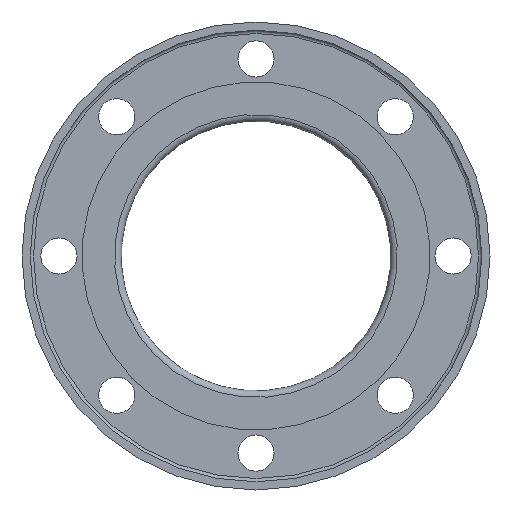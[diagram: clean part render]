
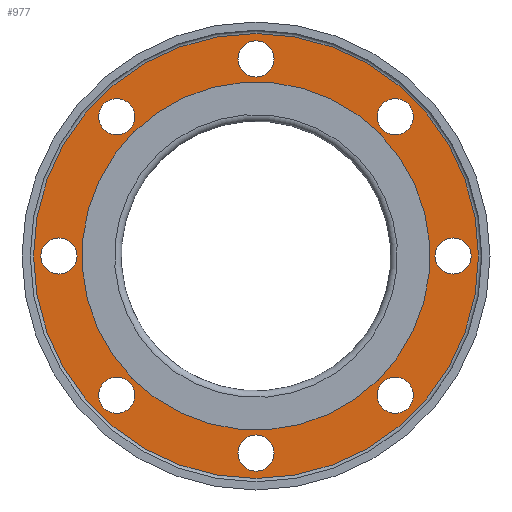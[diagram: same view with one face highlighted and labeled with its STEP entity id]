
A CAD part, front view. The second image highlights one B-rep face of the part: STEP entity #977.
In plain terms, the highlighted planar face has unit normal (0, -1, 0).
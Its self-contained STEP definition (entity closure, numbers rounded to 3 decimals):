
#15=FACE_BOUND('',#165,.T.);
#16=FACE_BOUND('',#166,.T.);
#17=FACE_BOUND('',#167,.T.);
#18=FACE_BOUND('',#168,.T.);
#19=FACE_BOUND('',#169,.T.);
#20=FACE_BOUND('',#170,.T.);
#21=FACE_BOUND('',#171,.T.);
#22=FACE_BOUND('',#172,.T.);
#23=FACE_BOUND('',#173,.T.);
#39=PLANE('',#1097);
#120=FACE_OUTER_BOUND('',#164,.T.);
#164=EDGE_LOOP('',(#718,#719));
#165=EDGE_LOOP('',(#720,#721));
#166=EDGE_LOOP('',(#722,#723));
#167=EDGE_LOOP('',(#724,#725));
#168=EDGE_LOOP('',(#726,#727));
#169=EDGE_LOOP('',(#728,#729));
#170=EDGE_LOOP('',(#730,#731));
#171=EDGE_LOOP('',(#732,#733));
#172=EDGE_LOOP('',(#734,#735));
#173=EDGE_LOOP('',(#736,#737));
#237=CIRCLE('',#1050,11.);
#238=CIRCLE('',#1051,11.);
#241=CIRCLE('',#1055,11.);
#242=CIRCLE('',#1056,11.);
#245=CIRCLE('',#1060,11.);
#246=CIRCLE('',#1061,11.);
#249=CIRCLE('',#1065,11.);
#250=CIRCLE('',#1066,11.);
#253=CIRCLE('',#1070,11.);
#254=CIRCLE('',#1071,11.);
#257=CIRCLE('',#1075,11.);
#258=CIRCLE('',#1076,11.);
#261=CIRCLE('',#1080,11.);
#262=CIRCLE('',#1081,11.);
#265=CIRCLE('',#1085,11.);
#266=CIRCLE('',#1086,11.);
#273=CIRCLE('',#1095,135.5);
#274=CIRCLE('',#1096,135.5);
#275=CIRCLE('',#1098,103.);
#276=CIRCLE('',#1099,103.);
#372=VERTEX_POINT('',#1633);
#373=VERTEX_POINT('',#1635);
#376=VERTEX_POINT('',#1643);
#377=VERTEX_POINT('',#1645);
#380=VERTEX_POINT('',#1653);
#381=VERTEX_POINT('',#1655);
#384=VERTEX_POINT('',#1663);
#385=VERTEX_POINT('',#1665);
#388=VERTEX_POINT('',#1673);
#389=VERTEX_POINT('',#1675);
#392=VERTEX_POINT('',#1683);
#393=VERTEX_POINT('',#1685);
#396=VERTEX_POINT('',#1693);
#397=VERTEX_POINT('',#1695);
#400=VERTEX_POINT('',#1703);
#401=VERTEX_POINT('',#1705);
#407=VERTEX_POINT('',#1721);
#408=VERTEX_POINT('',#1723);
#409=VERTEX_POINT('',#1727);
#410=VERTEX_POINT('',#1728);
#497=EDGE_CURVE('',#373,#372,#237,.T.);
#498=EDGE_CURVE('',#372,#373,#238,.T.);
#502=EDGE_CURVE('',#377,#376,#241,.T.);
#503=EDGE_CURVE('',#376,#377,#242,.T.);
#507=EDGE_CURVE('',#381,#380,#245,.T.);
#508=EDGE_CURVE('',#380,#381,#246,.T.);
#512=EDGE_CURVE('',#385,#384,#249,.T.);
#513=EDGE_CURVE('',#384,#385,#250,.T.);
#517=EDGE_CURVE('',#389,#388,#253,.T.);
#518=EDGE_CURVE('',#388,#389,#254,.T.);
#522=EDGE_CURVE('',#393,#392,#257,.T.);
#523=EDGE_CURVE('',#392,#393,#258,.T.);
#527=EDGE_CURVE('',#397,#396,#261,.T.);
#528=EDGE_CURVE('',#396,#397,#262,.T.);
#532=EDGE_CURVE('',#401,#400,#265,.T.);
#533=EDGE_CURVE('',#400,#401,#266,.T.);
#541=EDGE_CURVE('',#408,#407,#273,.T.);
#542=EDGE_CURVE('',#407,#408,#274,.T.);
#543=EDGE_CURVE('',#409,#410,#275,.T.);
#544=EDGE_CURVE('',#410,#409,#276,.T.);
#718=ORIENTED_EDGE('',*,*,#541,.T.);
#719=ORIENTED_EDGE('',*,*,#542,.T.);
#720=ORIENTED_EDGE('',*,*,#497,.T.);
#721=ORIENTED_EDGE('',*,*,#498,.T.);
#722=ORIENTED_EDGE('',*,*,#502,.T.);
#723=ORIENTED_EDGE('',*,*,#503,.T.);
#724=ORIENTED_EDGE('',*,*,#507,.T.);
#725=ORIENTED_EDGE('',*,*,#508,.T.);
#726=ORIENTED_EDGE('',*,*,#512,.T.);
#727=ORIENTED_EDGE('',*,*,#513,.T.);
#728=ORIENTED_EDGE('',*,*,#517,.T.);
#729=ORIENTED_EDGE('',*,*,#518,.T.);
#730=ORIENTED_EDGE('',*,*,#522,.T.);
#731=ORIENTED_EDGE('',*,*,#523,.T.);
#732=ORIENTED_EDGE('',*,*,#527,.T.);
#733=ORIENTED_EDGE('',*,*,#528,.T.);
#734=ORIENTED_EDGE('',*,*,#532,.T.);
#735=ORIENTED_EDGE('',*,*,#533,.T.);
#736=ORIENTED_EDGE('',*,*,#543,.F.);
#737=ORIENTED_EDGE('',*,*,#544,.F.);
#977=ADVANCED_FACE('',(#120,#15,#16,#17,#18,#19,#20,#21,#22,#23),#39,.T.);
#1050=AXIS2_PLACEMENT_3D('',#1636,#1257,#1258);
#1051=AXIS2_PLACEMENT_3D('',#1637,#1259,#1260);
#1055=AXIS2_PLACEMENT_3D('',#1646,#1268,#1269);
#1056=AXIS2_PLACEMENT_3D('',#1647,#1270,#1271);
#1060=AXIS2_PLACEMENT_3D('',#1656,#1279,#1280);
#1061=AXIS2_PLACEMENT_3D('',#1657,#1281,#1282);
#1065=AXIS2_PLACEMENT_3D('',#1666,#1290,#1291);
#1066=AXIS2_PLACEMENT_3D('',#1667,#1292,#1293);
#1070=AXIS2_PLACEMENT_3D('',#1676,#1301,#1302);
#1071=AXIS2_PLACEMENT_3D('',#1677,#1303,#1304);
#1075=AXIS2_PLACEMENT_3D('',#1686,#1312,#1313);
#1076=AXIS2_PLACEMENT_3D('',#1687,#1314,#1315);
#1080=AXIS2_PLACEMENT_3D('',#1696,#1323,#1324);
#1081=AXIS2_PLACEMENT_3D('',#1697,#1325,#1326);
#1085=AXIS2_PLACEMENT_3D('',#1706,#1334,#1335);
#1086=AXIS2_PLACEMENT_3D('',#1707,#1336,#1337);
#1095=AXIS2_PLACEMENT_3D('',#1724,#1355,#1356);
#1096=AXIS2_PLACEMENT_3D('',#1725,#1357,#1358);
#1097=AXIS2_PLACEMENT_3D('',#1726,#1359,#1360);
#1098=AXIS2_PLACEMENT_3D('',#1729,#1361,#1362);
#1099=AXIS2_PLACEMENT_3D('',#1730,#1363,#1364);
#1257=DIRECTION('center_axis',(0.,1.,0.));
#1258=DIRECTION('ref_axis',(0.707,0.,0.707));
#1259=DIRECTION('center_axis',(0.,1.,0.));
#1260=DIRECTION('ref_axis',(0.707,0.,0.707));
#1268=DIRECTION('center_axis',(0.,1.,0.));
#1269=DIRECTION('ref_axis',(0.,0.,1.));
#1270=DIRECTION('center_axis',(0.,1.,0.));
#1271=DIRECTION('ref_axis',(0.,0.,1.));
#1279=DIRECTION('center_axis',(0.,1.,0.));
#1280=DIRECTION('ref_axis',(-0.707,0.,0.707));
#1281=DIRECTION('center_axis',(0.,1.,0.));
#1282=DIRECTION('ref_axis',(-0.707,0.,0.707));
#1290=DIRECTION('center_axis',(0.,1.,0.));
#1291=DIRECTION('ref_axis',(-1.,0.,0.));
#1292=DIRECTION('center_axis',(0.,1.,0.));
#1293=DIRECTION('ref_axis',(-1.,0.,0.));
#1301=DIRECTION('center_axis',(0.,1.,0.));
#1302=DIRECTION('ref_axis',(-0.707,0.,-0.707));
#1303=DIRECTION('center_axis',(0.,1.,0.));
#1304=DIRECTION('ref_axis',(-0.707,0.,-0.707));
#1312=DIRECTION('center_axis',(0.,1.,0.));
#1313=DIRECTION('ref_axis',(0.,0.,-1.));
#1314=DIRECTION('center_axis',(0.,1.,0.));
#1315=DIRECTION('ref_axis',(0.,0.,-1.));
#1323=DIRECTION('center_axis',(0.,1.,0.));
#1324=DIRECTION('ref_axis',(0.707,0.,-0.707));
#1325=DIRECTION('center_axis',(0.,1.,0.));
#1326=DIRECTION('ref_axis',(0.707,0.,-0.707));
#1334=DIRECTION('center_axis',(0.,1.,0.));
#1335=DIRECTION('ref_axis',(1.,0.,0.));
#1336=DIRECTION('center_axis',(0.,1.,0.));
#1337=DIRECTION('ref_axis',(1.,0.,0.));
#1355=DIRECTION('center_axis',(0.,-1.,0.));
#1356=DIRECTION('ref_axis',(1.,0.,0.));
#1357=DIRECTION('center_axis',(0.,-1.,0.));
#1358=DIRECTION('ref_axis',(1.,0.,0.));
#1359=DIRECTION('center_axis',(0.,-1.,0.));
#1360=DIRECTION('ref_axis',(0.,0.,-1.));
#1361=DIRECTION('center_axis',(0.,-1.,0.));
#1362=DIRECTION('ref_axis',(1.,0.,0.));
#1363=DIRECTION('center_axis',(0.,-1.,0.));
#1364=DIRECTION('ref_axis',(1.,0.,0.));
#1633=CARTESIAN_POINT('',(77.075,23.,77.075));
#1635=CARTESIAN_POINT('',(92.631,23.,92.631));
#1636=CARTESIAN_POINT('Origin',(84.853,23.,84.853));
#1637=CARTESIAN_POINT('Origin',(84.853,23.,84.853));
#1643=CARTESIAN_POINT('',(0.,23.,109.));
#1645=CARTESIAN_POINT('',(0.,23.,131.));
#1646=CARTESIAN_POINT('Origin',(0.,23.,120.));
#1647=CARTESIAN_POINT('Origin',(0.,23.,120.));
#1653=CARTESIAN_POINT('',(-77.075,23.,77.075));
#1655=CARTESIAN_POINT('',(-92.631,23.,92.631));
#1656=CARTESIAN_POINT('Origin',(-84.853,23.,84.853));
#1657=CARTESIAN_POINT('Origin',(-84.853,23.,84.853));
#1663=CARTESIAN_POINT('',(-109.,23.,0.));
#1665=CARTESIAN_POINT('',(-131.,23.,0.));
#1666=CARTESIAN_POINT('Origin',(-120.,23.,0.));
#1667=CARTESIAN_POINT('Origin',(-120.,23.,0.));
#1673=CARTESIAN_POINT('',(-77.075,23.,-77.075));
#1675=CARTESIAN_POINT('',(-92.631,23.,-92.631));
#1676=CARTESIAN_POINT('Origin',(-84.853,23.,-84.853));
#1677=CARTESIAN_POINT('Origin',(-84.853,23.,-84.853));
#1683=CARTESIAN_POINT('',(0.,23.,-109.));
#1685=CARTESIAN_POINT('',(0.,23.,-131.));
#1686=CARTESIAN_POINT('Origin',(0.,23.,-120.));
#1687=CARTESIAN_POINT('Origin',(0.,23.,-120.));
#1693=CARTESIAN_POINT('',(77.075,23.,-77.075));
#1695=CARTESIAN_POINT('',(92.631,23.,-92.631));
#1696=CARTESIAN_POINT('Origin',(84.853,23.,-84.853));
#1697=CARTESIAN_POINT('Origin',(84.853,23.,-84.853));
#1703=CARTESIAN_POINT('',(109.,23.,0.));
#1705=CARTESIAN_POINT('',(131.,23.,0.));
#1706=CARTESIAN_POINT('Origin',(120.,23.,0.));
#1707=CARTESIAN_POINT('Origin',(120.,23.,0.));
#1721=CARTESIAN_POINT('',(0.,23.,135.5));
#1723=CARTESIAN_POINT('',(135.5,23.,0.));
#1724=CARTESIAN_POINT('Origin',(0.,23.,0.));
#1725=CARTESIAN_POINT('Origin',(0.,23.,0.));
#1726=CARTESIAN_POINT('Origin',(103.,23.,0.));
#1727=CARTESIAN_POINT('',(103.,23.,0.));
#1728=CARTESIAN_POINT('',(0.,23.,103.));
#1729=CARTESIAN_POINT('Origin',(0.,23.,0.));
#1730=CARTESIAN_POINT('Origin',(0.,23.,0.));
